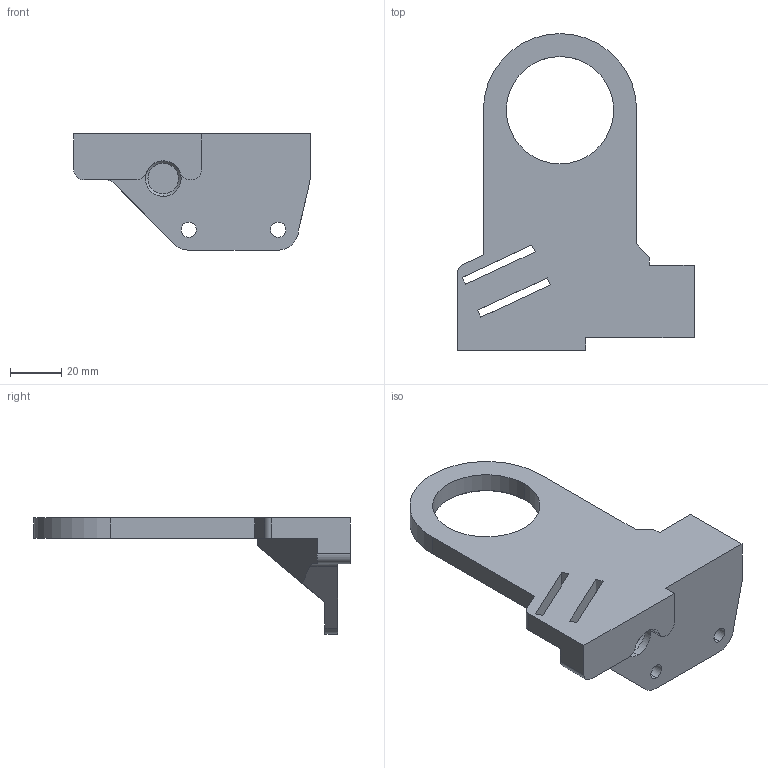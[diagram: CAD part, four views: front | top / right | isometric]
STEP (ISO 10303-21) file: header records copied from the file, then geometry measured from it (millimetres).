
FILE_DESCRIPTION((''),'2;1');
FILE_NAME('OBMP-BTP-1621','2023-10-11T20:58:51',('ccha425'),('Department of Mechanical Engineering, The University of Auckland'),'CREO PARAMETRIC BY PTC INC, 2017260','CREO PARAMETRIC BY PTC INC, 2017260','');
FILE_SCHEMA(('CONFIG_CONTROL_DESIGN'));
Length unit declared in the file: millimetre
Products named in the file (1): OBMP-BTP-1621
Bounding box: 92.52 x 124 x 45.5 mm (x, y, z)
Volume: 89495.5 mm3; surface area: 23619.9 mm2
Topology: 1 solids, 1 shells, 54 faces, 153 edges, 100 vertices
Faces by surface type: plane 31, cylinder 19, cone 4
Entity records: 1825 total; most frequent: CARTESIAN_POINT 334, ORIENTED_EDGE 306, DIRECTION 297, EDGE_CURVE 153, VECTOR 107, LINE 107, VERTEX_POINT 100, AXIS2_PLACEMENT_3D 95
